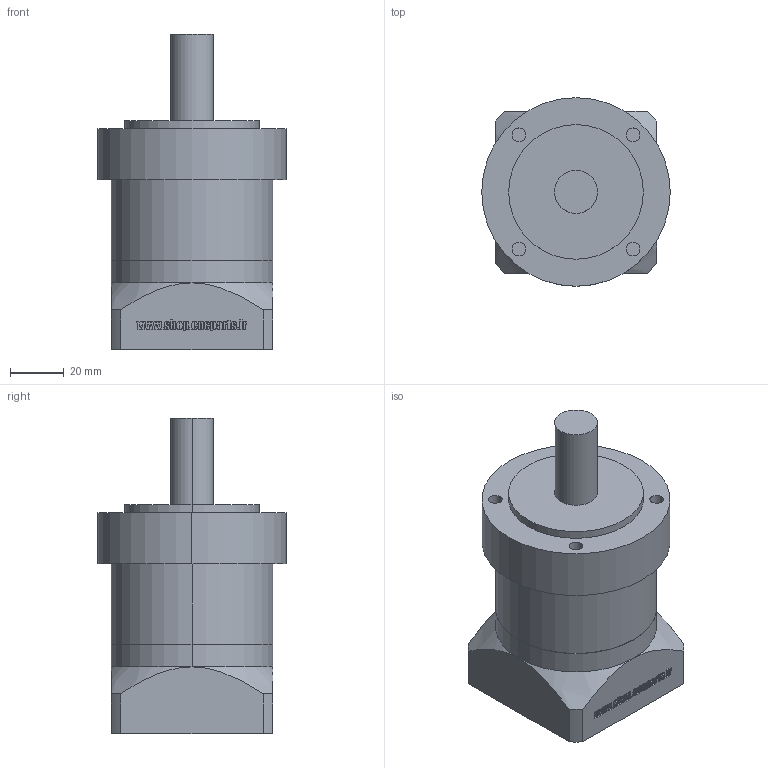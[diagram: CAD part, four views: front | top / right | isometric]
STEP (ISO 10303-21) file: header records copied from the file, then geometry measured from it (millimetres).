
FILE_DESCRIPTION (( 'STEP AP214' ), '1' );
FILE_NAME ('le70-005-14.STEP', '2025-11-24T15:15:06', ( '' ), ( '' ), 'SwSTEP 2.0', 'SolidWorks 2024', '' );
FILE_SCHEMA (( 'AUTOMOTIVE_DESIGN' ));
Length unit declared in the file: millimetre
Products named in the file (1): le70-005-14
Bounding box: 70 x 70 x 117.1 mm (x, y, z)
Volume: 255139.4 mm3; surface area: 32405.1 mm2
Topology: 1 solids, 1 shells, 492 faces, 1338 edges, 886 vertices
Faces by surface type: plane 189, cylinder 182, bspline 117, cone 4
Entity records: 32163 total; most frequent: CARTESIAN_POINT 21371, ORIENTED_EDGE 2676, DIRECTION 1624, EDGE_CURVE 1338, VERTEX_POINT 886, LINE 730, VECTOR 730, EDGE_LOOP 530
